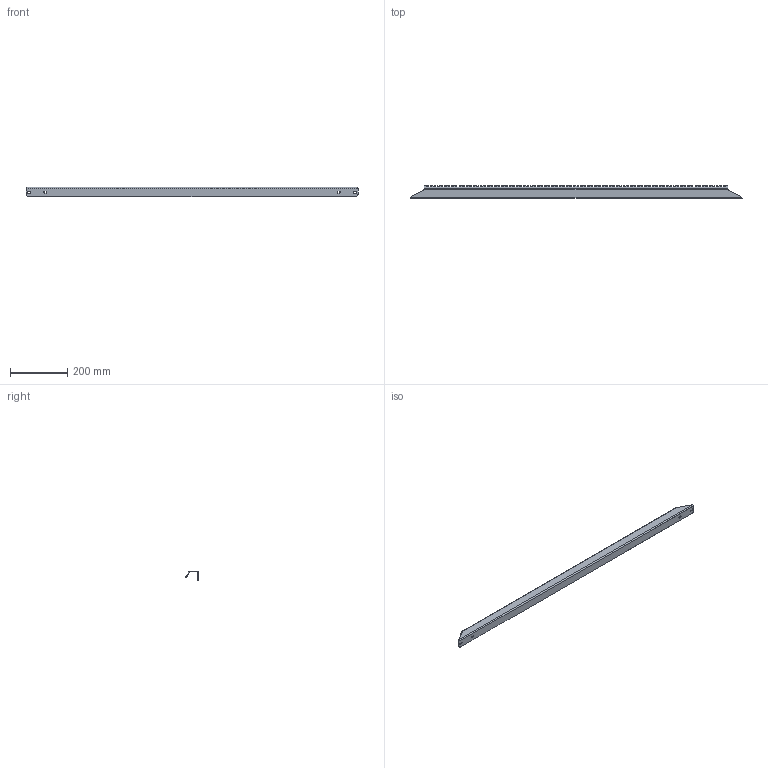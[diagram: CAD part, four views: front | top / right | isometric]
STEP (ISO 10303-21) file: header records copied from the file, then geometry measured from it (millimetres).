
FILE_DESCRIPTION (( 'STEP AP214' ), '1' );
FILE_NAME ('998.120.STEP', '2024-10-09T09:59:11', ( '' ), ( '' ), 'SwSTEP 2.0', 'SolidWorks 2021', '' );
FILE_SCHEMA (( 'AUTOMOTIVE_DESIGN' ));
Length unit declared in the file: millimetre
Products named in the file (1): 998.120
Bounding box: 1160.59 x 45.35 x 32 mm (x, y, z)
Volume: 175045.4 mm3; surface area: 183746.7 mm2
Topology: 1 solids, 1 shells, 712 faces, 2130 edges, 1420 vertices
Faces by surface type: plane 356, cylinder 356
Entity records: 24296 total; most frequent: CARTESIAN_POINT 4385, ORIENTED_EDGE 4260, DIRECTION 4246, EDGE_CURVE 2130, VERTEX_POINT 1420, AXIS2_PLACEMENT_3D 1417, VECTOR 1412, LINE 1412
